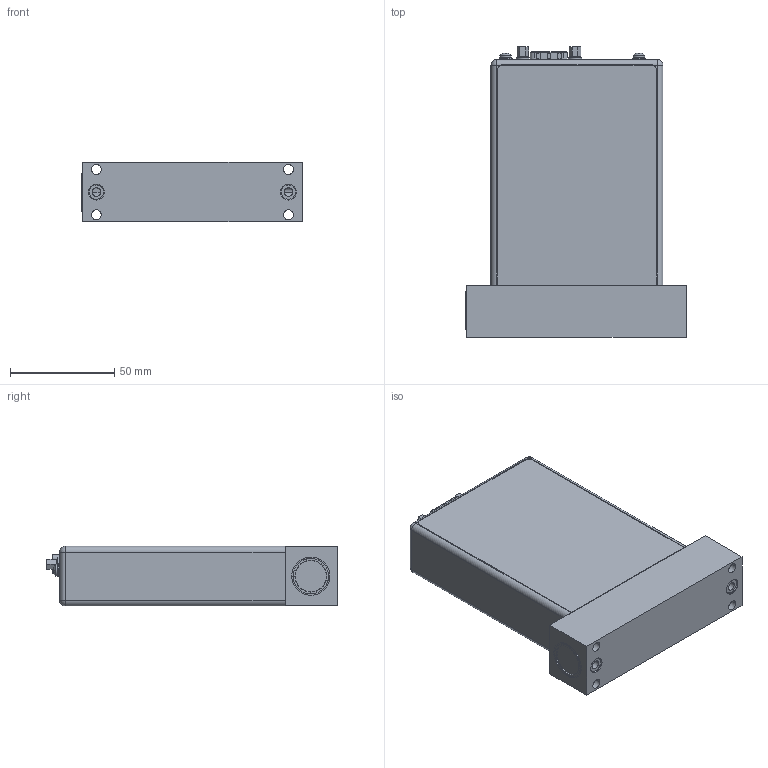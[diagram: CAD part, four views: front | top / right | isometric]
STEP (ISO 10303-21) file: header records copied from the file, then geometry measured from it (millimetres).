
FILE_DESCRIPTION((''),'2;1');
FILE_NAME('1054550_FINAL_ASSY_9-PIN_ASM','2015-09-24T',('cockrofm'),(''),'PRO/ENGINEER BY PARAMETRIC TECHNOLOGY CORPORATION, 2011490','PRO/ENGINEER BY PARAMETRIC TECHNOLOGY CORPORATION, 2011490','');
FILE_SCHEMA(('CONFIG_CONTROL_DESIGN'));
Length unit declared in the file: inch
Products named in the file (21): 1055743_PWB; 171-009-113; SQT-PIN; SQT-PIN_AF0; SQT-CASE_AF4; SQT-PIN_AF1; SQT-125-01-X-S-RA_ANY_ASM_AF0_ASM; 1046431_10-PIN_HEADER_ASM; 1046651_20-PIN_CONN_ASM; 1037026_PUSH-BUTTON; 1041885_LED; 1055744_CCA_ASSY_ASM; 1011702-002_4-40_PAN-HD-SEMS; 1055778_ENCLOSURE; 1055836-001; 185-3740; 1016309-003; 1054563_LABEL_FRT; 1054543-001_W-PIN; 1031369_DISC; 1054550_FINAL_ASSY_9-PIN_ASM
Assembly tree (34 placements, depth 6):
  1054550_FINAL_ASSY_9-PIN_ASM
    1055744_CCA_ASSY_ASM
      1055743_PWB
      171-009-113
      1046651_20-PIN_CONN_ASM
        1046431_10-PIN_HEADER_ASM  x2
          SQT-125-01-X-S-RA_ANY_ASM_AF0_ASM
            SQT-PIN  x10
            SQT-PIN_AF0
            SQT-CASE_AF4
            SQT-PIN_AF1
      1037026_PUSH-BUTTON
      1041885_LED
    1011702-002_4-40_PAN-HD-SEMS  x3
    1055778_ENCLOSURE
    1055836-001
    185-3740  x2
    1016309-003  x2
    1054563_LABEL_FRT
    1054543-001_W-PIN
    1031369_DISC
Bounding box: 105.54 x 139.19 x 28.68 mm (x, y, z)
Volume: 85845 mm3; surface area: 97310.1 mm2
Topology: 38 solids, 51 shells, 2613 faces, 7037 edges, 4571 vertices
Faces by surface type: plane 1792, cylinder 611, bspline 73, cone 52, torus 39, extrusion 24, sphere 22
Entity records: 39858 total; most frequent: CARTESIAN_POINT 8844, DIRECTION 6315, ORIENTED_EDGE 6274, EDGE_CURVE 3161, VECTOR 2307, LINE 2283, VERTEX_POINT 2038, AXIS2_PLACEMENT_3D 2004
